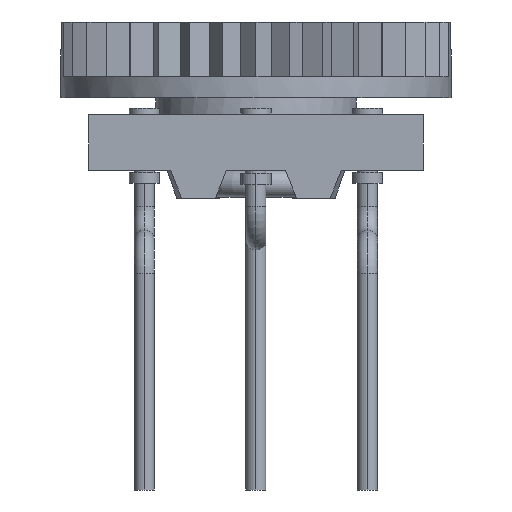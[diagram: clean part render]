
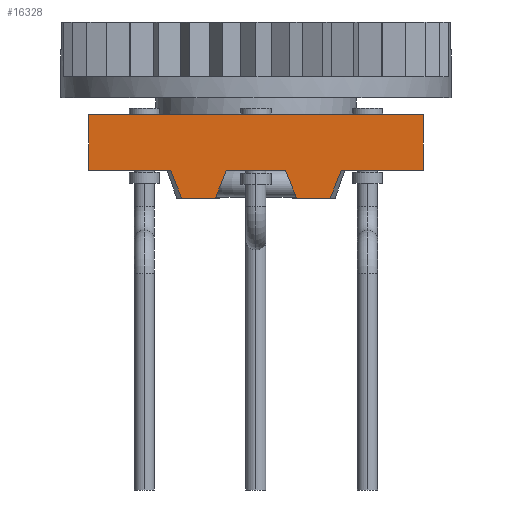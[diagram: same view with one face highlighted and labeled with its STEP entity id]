
A CAD part, front view. The second image highlights one B-rep face of the part: STEP entity #16328.
In plain terms, the highlighted planar face has unit normal (0, -1, 0).
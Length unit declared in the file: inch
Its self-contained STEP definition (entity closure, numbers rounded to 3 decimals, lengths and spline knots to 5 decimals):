
#4518=DIRECTION('',(-1.,0.,0.));
#4519=VECTOR('',#4518,0.053);
#4520=CARTESIAN_POINT('',(0.17654,0.,-0.055));
#4521=LINE('',#4520,#4519);
#4522=DIRECTION('',(-0.371,0.,-0.928));
#4523=VECTOR('',#4522,0.02693);
#4524=CARTESIAN_POINT('',(0.12354,0.,-0.055));
#4525=LINE('',#4524,#4523);
#4526=DIRECTION('',(-0.371,0.,0.928));
#4527=VECTOR('',#4526,0.02693);
#4528=CARTESIAN_POINT('',(0.08354,0.,-0.08));
#4529=LINE('',#4528,#4527);
#4530=DIRECTION('',(-1.,0.,0.));
#4531=VECTOR('',#4530,0.0735);
#4532=CARTESIAN_POINT('',(0.07354,0.,-0.055));
#4533=LINE('',#4532,#4531);
#4534=DIRECTION('',(1.,0.,0.));
#4535=VECTOR('',#4534,0.3);
#4536=CARTESIAN_POINT('',(0.00004,0.,-0.005));
#4537=LINE('',#4536,#4535);
#4538=DIRECTION('',(0.,0.,-1.));
#4539=VECTOR('',#4538,0.05);
#4540=CARTESIAN_POINT('',(0.30004,0.,-0.005));
#4541=LINE('',#4540,#4539);
#4542=DIRECTION('',(-1.,0.,0.));
#4543=VECTOR('',#4542,0.0735);
#4544=CARTESIAN_POINT('',(0.30004,0.,-0.055));
#4545=LINE('',#4544,#4543);
#4546=DIRECTION('',(-0.371,0.,-0.928));
#4547=VECTOR('',#4546,0.02693);
#4548=CARTESIAN_POINT('',(0.22654,0.,-0.055));
#4549=LINE('',#4548,#4547);
#4550=DIRECTION('',(-0.371,0.,0.928));
#4551=VECTOR('',#4550,0.02693);
#4552=CARTESIAN_POINT('',(0.18654,0.,-0.08));
#4553=LINE('',#4552,#4551);
#4584=DIRECTION('',(1.,0.,0.));
#4585=VECTOR('',#4584,0.03);
#4586=CARTESIAN_POINT('',(0.08354,0.,-0.08));
#4587=LINE('',#4586,#4585);
#4618=DIRECTION('',(0.,0.,-1.));
#4619=VECTOR('',#4618,0.05);
#4620=CARTESIAN_POINT('',(0.00004,0.,-0.005));
#4621=LINE('',#4620,#4619);
#4664=DIRECTION('',(1.,0.,0.));
#4665=VECTOR('',#4664,0.03);
#4666=CARTESIAN_POINT('',(0.18654,0.,-0.08));
#4667=LINE('',#4666,#4665);
#8048=CARTESIAN_POINT('',(0.00004,0.,-0.055));
#8049=VERTEX_POINT('',#8048);
#8050=CARTESIAN_POINT('',(0.07354,0.,-0.055));
#8051=VERTEX_POINT('',#8050);
#8055=CARTESIAN_POINT('',(0.12354,0.,-0.055));
#8056=VERTEX_POINT('',#8055);
#8057=CARTESIAN_POINT('',(0.17654,0.,-0.055));
#8058=VERTEX_POINT('',#8057);
#8062=CARTESIAN_POINT('',(0.22654,0.,-0.055));
#8063=VERTEX_POINT('',#8062);
#8064=CARTESIAN_POINT('',(0.30004,0.,-0.055));
#8065=VERTEX_POINT('',#8064);
#8086=CARTESIAN_POINT('',(0.30004,0.,-0.005));
#8087=VERTEX_POINT('',#8086);
#8088=CARTESIAN_POINT('',(0.00004,0.,-0.005));
#8089=VERTEX_POINT('',#8088);
#8096=CARTESIAN_POINT('',(0.08354,0.,-0.08));
#8097=VERTEX_POINT('',#8096);
#8098=CARTESIAN_POINT('',(0.21654,0.,-0.08));
#8099=VERTEX_POINT('',#8098);
#8100=CARTESIAN_POINT('',(0.11354,0.,-0.08));
#8101=VERTEX_POINT('',#8100);
#8112=CARTESIAN_POINT('',(0.18654,0.,-0.08));
#8113=VERTEX_POINT('',#8112);
#16302=CARTESIAN_POINT('',(0.15004,0.,-0.0425));
#16303=DIRECTION('',(0.,1.,0.));
#16304=DIRECTION('',(1.,0.,0.));
#16305=AXIS2_PLACEMENT_3D('',#16302,#16303,#16304);
#16306=PLANE('',#16305);
#16307=ORIENTED_EDGE('',*,*,#16225,.T.);
#16309=ORIENTED_EDGE('',*,*,#16308,.T.);
#16311=ORIENTED_EDGE('',*,*,#16310,.F.);
#16313=ORIENTED_EDGE('',*,*,#16312,.T.);
#16314=ORIENTED_EDGE('',*,*,#16217,.T.);
#16316=ORIENTED_EDGE('',*,*,#16315,.F.);
#16317=ORIENTED_EDGE('',*,*,#15853,.T.);
#16318=ORIENTED_EDGE('',*,*,#16295,.T.);
#16319=ORIENTED_EDGE('',*,*,#16233,.T.);
#16321=ORIENTED_EDGE('',*,*,#16320,.T.);
#16323=ORIENTED_EDGE('',*,*,#16322,.F.);
#16325=ORIENTED_EDGE('',*,*,#16324,.T.);
#16326=EDGE_LOOP('',(#16307,#16309,#16311,#16313,#16314,#16316,#16317,#16318,
#16319,#16321,#16323,#16325));
#16327=FACE_OUTER_BOUND('',#16326,.F.);
#16328=ADVANCED_FACE('',(#16327),#16306,.F.);
#15853=EDGE_CURVE('',#8089,#8087,#4537,.T.);
#16217=EDGE_CURVE('',#8051,#8049,#4533,.T.);
#16225=EDGE_CURVE('',#8058,#8056,#4521,.T.);
#16233=EDGE_CURVE('',#8065,#8063,#4545,.T.);
#16295=EDGE_CURVE('',#8087,#8065,#4541,.T.);
#16308=EDGE_CURVE('',#8056,#8101,#4525,.T.);
#16310=EDGE_CURVE('',#8097,#8101,#4587,.T.);
#16312=EDGE_CURVE('',#8097,#8051,#4529,.T.);
#16315=EDGE_CURVE('',#8089,#8049,#4621,.T.);
#16320=EDGE_CURVE('',#8063,#8099,#4549,.T.);
#16322=EDGE_CURVE('',#8113,#8099,#4667,.T.);
#16324=EDGE_CURVE('',#8113,#8058,#4553,.T.);
